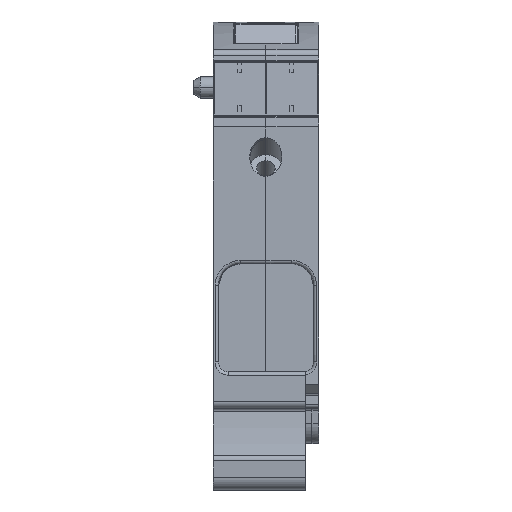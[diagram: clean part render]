
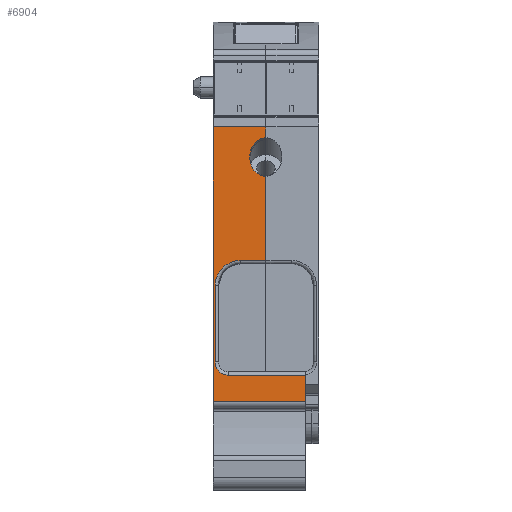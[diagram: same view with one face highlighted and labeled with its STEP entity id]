
A CAD part, front view. The second image highlights one B-rep face of the part: STEP entity #6904.
In plain terms, the highlighted planar face has unit normal (0, -1, 0).
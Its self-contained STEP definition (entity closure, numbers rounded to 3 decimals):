
#6769=AXIS2_PLACEMENT_3D('Plane Axis2P3D',#6766,#6767,#6768) ;
#6803=AXIS2_PLACEMENT_3D('Circle Axis2P3D',#6801,#6802,$) ;
#1742=CARTESIAN_POINT('Vertex',(11.,1.529,55.165)) ;
#1745=CARTESIAN_POINT('Line Origine',(11.,1.529,54.336)) ;
#1749=CARTESIAN_POINT('Vertex',(11.,1.529,53.506)) ;
#1805=CARTESIAN_POINT('Vertex',(11.,1.529,47.663)) ;
#1808=CARTESIAN_POINT('Line Origine',(11.,1.529,41.265)) ;
#1812=CARTESIAN_POINT('Vertex',(11.,1.529,34.868)) ;
#6746=CARTESIAN_POINT('Line Origine',(3.025,1.529,55.165)) ;
#6750=CARTESIAN_POINT('Vertex',(3.,1.529,55.165)) ;
#6766=CARTESIAN_POINT('Axis2P3D Location',(3.,1.529,13.45)) ;
#6771=CARTESIAN_POINT('Line Origine',(13.5,1.529,13.45)) ;
#6775=CARTESIAN_POINT('Vertex',(10.,1.529,13.45)) ;
#6777=CARTESIAN_POINT('Vertex',(17.,1.529,13.45)) ;
#6780=CARTESIAN_POINT('Line Origine',(17.,1.529,15.45)) ;
#6784=CARTESIAN_POINT('Vertex',(17.,1.529,17.45)) ;
#6787=CARTESIAN_POINT('Line Origine',(11.148,1.529,17.45)) ;
#6791=CARTESIAN_POINT('Vertex',(5.295,1.529,17.45)) ;
#6794=CARTESIAN_POINT('Line Origine',(5.292,1.529,17.45)) ;
#6798=CARTESIAN_POINT('Vertex',(5.288,1.529,17.45)) ;
#6801=CARTESIAN_POINT('Axis2P3D Location',(5.292,1.529,19.454)) ;
#6805=CARTESIAN_POINT('Vertex',(3.288,1.529,19.449)) ;
#6808=CARTESIAN_POINT('Line Origine',(3.288,1.529,25.239)) ;
#6812=CARTESIAN_POINT('Vertex',(3.288,1.529,31.029)) ;
#6816=CARTESIAN_POINT('Control Point',(7.084,1.529,34.868)) ;
#6817=CARTESIAN_POINT('Control Point',(7.037,1.529,34.867)) ;
#6818=CARTESIAN_POINT('Control Point',(6.99,1.529,34.867)) ;
#6819=CARTESIAN_POINT('Control Point',(6.944,1.529,34.865)) ;
#6820=CARTESIAN_POINT('Control Point',(6.47,1.529,34.839)) ;
#6821=CARTESIAN_POINT('Control Point',(6.002,1.529,34.737)) ;
#6822=CARTESIAN_POINT('Control Point',(5.596,1.529,34.586)) ;
#6823=CARTESIAN_POINT('Control Point',(4.874,1.529,34.194)) ;
#6824=CARTESIAN_POINT('Control Point',(4.278,1.529,33.631)) ;
#6825=CARTESIAN_POINT('Control Point',(4.029,1.529,33.33)) ;
#6826=CARTESIAN_POINT('Control Point',(3.666,1.529,32.758)) ;
#6827=CARTESIAN_POINT('Control Point',(3.435,1.529,32.125)) ;
#6828=CARTESIAN_POINT('Control Point',(3.362,1.529,31.847)) ;
#6829=CARTESIAN_POINT('Control Point',(3.307,1.529,31.515)) ;
#6830=CARTESIAN_POINT('Control Point',(3.291,1.529,31.18)) ;
#6831=CARTESIAN_POINT('Control Point',(3.289,1.529,31.129)) ;
#6832=CARTESIAN_POINT('Control Point',(3.288,1.529,31.079)) ;
#6833=CARTESIAN_POINT('Control Point',(3.288,1.529,31.029)) ;
#6834=CARTESIAN_POINT('Vertex',(7.084,1.529,34.868)) ;
#6837=CARTESIAN_POINT('Line Origine',(9.042,1.529,34.868)) ;
#6843=CARTESIAN_POINT('Control Point',(11.,1.529,47.663)) ;
#6844=CARTESIAN_POINT('Control Point',(10.787,1.529,47.663)) ;
#6845=CARTESIAN_POINT('Control Point',(10.574,1.529,47.691)) ;
#6846=CARTESIAN_POINT('Control Point',(10.366,1.529,47.746)) ;
#6847=CARTESIAN_POINT('Control Point',(9.952,1.529,47.913)) ;
#6848=CARTESIAN_POINT('Control Point',(9.59,1.529,48.174)) ;
#6849=CARTESIAN_POINT('Control Point',(9.419,1.529,48.332)) ;
#6850=CARTESIAN_POINT('Control Point',(9.037,1.529,48.768)) ;
#6851=CARTESIAN_POINT('Control Point',(8.773,1.529,49.289)) ;
#6852=CARTESIAN_POINT('Control Point',(8.659,1.529,49.621)) ;
#6853=CARTESIAN_POINT('Control Point',(8.577,1.529,50.018)) ;
#6854=CARTESIAN_POINT('Control Point',(8.553,1.529,50.419)) ;
#6855=CARTESIAN_POINT('Control Point',(8.551,1.529,50.474)) ;
#6856=CARTESIAN_POINT('Control Point',(8.55,1.529,50.529)) ;
#6857=CARTESIAN_POINT('Control Point',(8.55,1.529,50.585)) ;
#6858=CARTESIAN_POINT('Vertex',(8.55,1.529,50.585)) ;
#6862=CARTESIAN_POINT('Control Point',(8.55,1.529,50.585)) ;
#6863=CARTESIAN_POINT('Control Point',(8.55,1.529,50.937)) ;
#6864=CARTESIAN_POINT('Control Point',(8.594,1.529,51.289)) ;
#6865=CARTESIAN_POINT('Control Point',(8.684,1.529,51.634)) ;
#6866=CARTESIAN_POINT('Control Point',(8.935,1.529,52.252)) ;
#6867=CARTESIAN_POINT('Control Point',(9.345,1.529,52.777)) ;
#6868=CARTESIAN_POINT('Control Point',(9.57,1.529,52.995)) ;
#6869=CARTESIAN_POINT('Control Point',(9.981,1.529,53.281)) ;
#6870=CARTESIAN_POINT('Control Point',(10.449,1.529,53.443)) ;
#6871=CARTESIAN_POINT('Control Point',(10.63,1.529,53.485)) ;
#6872=CARTESIAN_POINT('Control Point',(10.815,1.529,53.506)) ;
#6873=CARTESIAN_POINT('Control Point',(11.,1.529,53.506)) ;
#6875=CARTESIAN_POINT('Line Origine',(3.,1.529,34.308)) ;
#6879=CARTESIAN_POINT('Vertex',(3.,1.529,13.45)) ;
#6882=CARTESIAN_POINT('Line Origine',(6.5,1.529,13.45)) ;
#1746=DIRECTION('Vector Direction',(0.,0.,-1.)) ;
#1809=DIRECTION('Vector Direction',(0.,0.,1.)) ;
#6747=DIRECTION('Vector Direction',(-1.,0.,0.)) ;
#6767=DIRECTION('Axis2P3D Direction',(0.,1.,0.)) ;
#6768=DIRECTION('Axis2P3D XDirection',(0.,0.,1.)) ;
#6772=DIRECTION('Vector Direction',(1.,0.,0.)) ;
#6781=DIRECTION('Vector Direction',(0.,0.,1.)) ;
#6788=DIRECTION('Vector Direction',(1.,0.,0.)) ;
#6795=DIRECTION('Vector Direction',(-1.,0.,0.)) ;
#6802=DIRECTION('Axis2P3D Direction',(0.,1.,0.)) ;
#6809=DIRECTION('Vector Direction',(0.,0.,1.)) ;
#6838=DIRECTION('Vector Direction',(1.,0.,0.)) ;
#6876=DIRECTION('Vector Direction',(0.,0.,1.)) ;
#6883=DIRECTION('Vector Direction',(1.,0.,0.)) ;
#1747=VECTOR('Line Direction',#1746,1.) ;
#1810=VECTOR('Line Direction',#1809,1.) ;
#6748=VECTOR('Line Direction',#6747,1.) ;
#6773=VECTOR('Line Direction',#6772,1.) ;
#6782=VECTOR('Line Direction',#6781,1.) ;
#6789=VECTOR('Line Direction',#6788,1.) ;
#6796=VECTOR('Line Direction',#6795,1.) ;
#6810=VECTOR('Line Direction',#6809,1.) ;
#6839=VECTOR('Line Direction',#6838,1.) ;
#6877=VECTOR('Line Direction',#6876,1.) ;
#6884=VECTOR('Line Direction',#6883,1.) ;
#6888=ORIENTED_EDGE('',*,*,#6779,.T.) ;
#6889=ORIENTED_EDGE('',*,*,#6786,.F.) ;
#6890=ORIENTED_EDGE('',*,*,#6793,.F.) ;
#6891=ORIENTED_EDGE('',*,*,#6800,.F.) ;
#6892=ORIENTED_EDGE('',*,*,#6807,.F.) ;
#6893=ORIENTED_EDGE('',*,*,#6814,.F.) ;
#6894=ORIENTED_EDGE('',*,*,#6836,.F.) ;
#6895=ORIENTED_EDGE('',*,*,#6841,.F.) ;
#6896=ORIENTED_EDGE('',*,*,#1814,.T.) ;
#6897=ORIENTED_EDGE('',*,*,#6860,.T.) ;
#6898=ORIENTED_EDGE('',*,*,#6874,.T.) ;
#6899=ORIENTED_EDGE('',*,*,#1751,.F.) ;
#6900=ORIENTED_EDGE('',*,*,#6752,.F.) ;
#6901=ORIENTED_EDGE('',*,*,#6881,.F.) ;
#6902=ORIENTED_EDGE('',*,*,#6886,.T.) ;
#6904=ADVANCED_FACE('MLD L 1',(#6903),#6770,.F.) ;
#6815=B_SPLINE_CURVE_WITH_KNOTS('',5,(#6816,#6817,#6818,#6819,#6820,#6821,#6822,#6823,#6824,#6825,#6826,#6827,#6828,#6829,#6830,#6831,#6832,#6833),.UNSPECIFIED.,.F.,.U.,(6,3,3,3,3,6),(0.,0.33,3.35,6.092,8.118,8.475),.UNSPECIFIED.) ;
#6842=B_SPLINE_CURVE_WITH_KNOTS('',5,(#6843,#6844,#6845,#6846,#6847,#6848,#6849,#6850,#6851,#6852,#6853,#6854,#6855,#6856,#6857),.UNSPECIFIED.,.F.,.U.,(6,3,3,3,6),(0.,1.508,3.139,5.596,5.986),.UNSPECIFIED.) ;
#6861=B_SPLINE_CURVE_WITH_KNOTS('',5,(#6862,#6863,#6864,#6865,#6866,#6867,#6868,#6869,#6870,#6871,#6872,#6873),.UNSPECIFIED.,.F.,.U.,(6,3,3,6),(0.,2.496,4.68,5.99),.UNSPECIFIED.) ;
#6804=CIRCLE('generated circle',#6803,2.004) ;
#1751=EDGE_CURVE('',#1743,#1750,#1748,.T.) ;
#1814=EDGE_CURVE('',#1813,#1806,#1811,.T.) ;
#6752=EDGE_CURVE('',#6751,#1743,#6749,.F.) ;
#6779=EDGE_CURVE('',#6776,#6778,#6774,.T.) ;
#6786=EDGE_CURVE('',#6785,#6778,#6783,.F.) ;
#6793=EDGE_CURVE('',#6792,#6785,#6790,.T.) ;
#6800=EDGE_CURVE('',#6799,#6792,#6797,.F.) ;
#6807=EDGE_CURVE('',#6806,#6799,#6804,.F.) ;
#6814=EDGE_CURVE('',#6813,#6806,#6811,.F.) ;
#6836=EDGE_CURVE('',#6835,#6813,#6815,.T.) ;
#6841=EDGE_CURVE('',#1813,#6835,#6840,.F.) ;
#6860=EDGE_CURVE('',#1806,#6859,#6842,.T.) ;
#6874=EDGE_CURVE('',#6859,#1750,#6861,.T.) ;
#6881=EDGE_CURVE('',#6880,#6751,#6878,.T.) ;
#6886=EDGE_CURVE('',#6880,#6776,#6885,.T.) ;
#6887=EDGE_LOOP('',(#6888,#6889,#6890,#6891,#6892,#6893,#6894,#6895,#6896,#6897,#6898,#6899,#6900,#6901,#6902)) ;
#6903=FACE_OUTER_BOUND('',#6887,.T.) ;
#1748=LINE('Line',#1745,#1747) ;
#1811=LINE('Line',#1808,#1810) ;
#6749=LINE('Line',#6746,#6748) ;
#6774=LINE('Line',#6771,#6773) ;
#6783=LINE('Line',#6780,#6782) ;
#6790=LINE('Line',#6787,#6789) ;
#6797=LINE('Line',#6794,#6796) ;
#6811=LINE('Line',#6808,#6810) ;
#6840=LINE('Line',#6837,#6839) ;
#6878=LINE('Line',#6875,#6877) ;
#6885=LINE('Line',#6882,#6884) ;
#6770=PLANE('',#6769) ;
#1743=VERTEX_POINT('',#1742) ;
#1750=VERTEX_POINT('',#1749) ;
#1806=VERTEX_POINT('',#1805) ;
#1813=VERTEX_POINT('',#1812) ;
#6751=VERTEX_POINT('',#6750) ;
#6776=VERTEX_POINT('',#6775) ;
#6778=VERTEX_POINT('',#6777) ;
#6785=VERTEX_POINT('',#6784) ;
#6792=VERTEX_POINT('',#6791) ;
#6799=VERTEX_POINT('',#6798) ;
#6806=VERTEX_POINT('',#6805) ;
#6813=VERTEX_POINT('',#6812) ;
#6835=VERTEX_POINT('',#6834) ;
#6859=VERTEX_POINT('',#6858) ;
#6880=VERTEX_POINT('',#6879) ;
